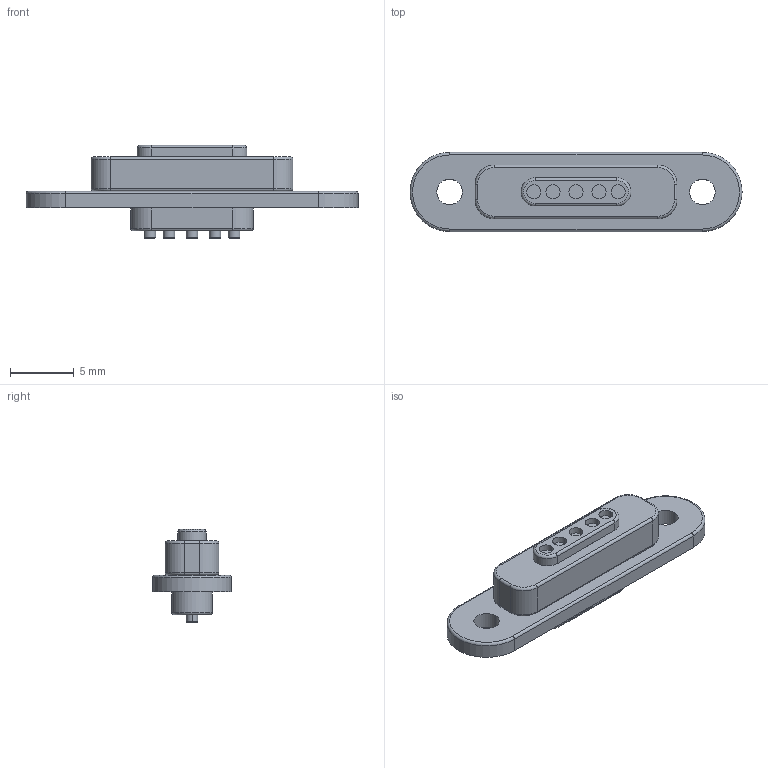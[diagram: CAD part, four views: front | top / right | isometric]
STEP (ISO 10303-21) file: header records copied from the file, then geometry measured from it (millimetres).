
FILE_DESCRIPTION (( 'STEP AP203' ), '1' );
FILE_NAME ('686-G0524250113.STEP', '2023-02-03T17:05:26', ( 'Magnum' ), ( '' ), 'SwSTEP 2.0', 'SolidWorks 2020', '' );
FILE_SCHEMA (( 'CONFIG_CONTROL_DESIGN' ));
Length unit declared in the file: millimetre
Products named in the file (1): 686-G0524250113
Bounding box: 26 x 6.2 x 7.3 mm (x, y, z)
Volume: 427.5 mm3; surface area: 672 mm2
Topology: 1 solids, 1 shells, 134 faces, 299 edges, 182 vertices
Faces by surface type: cylinder 66, plane 31, torus 22, cone 15
Entity records: 3828 total; most frequent: DIRECTION 745, CARTESIAN_POINT 616, ORIENTED_EDGE 598, AXIS2_PLACEMENT_3D 311, EDGE_CURVE 299, VERTEX_POINT 182, CIRCLE 176, EDGE_LOOP 153
